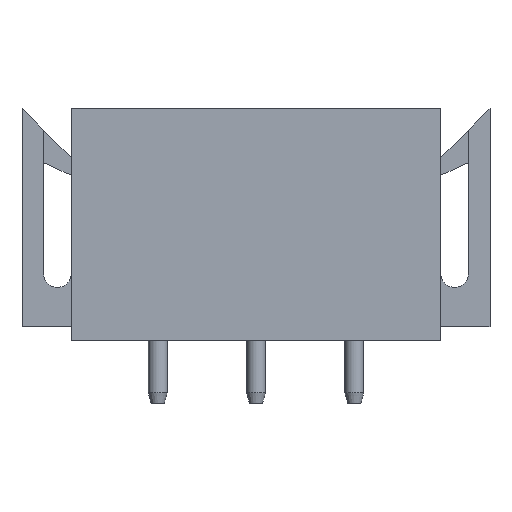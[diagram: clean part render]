
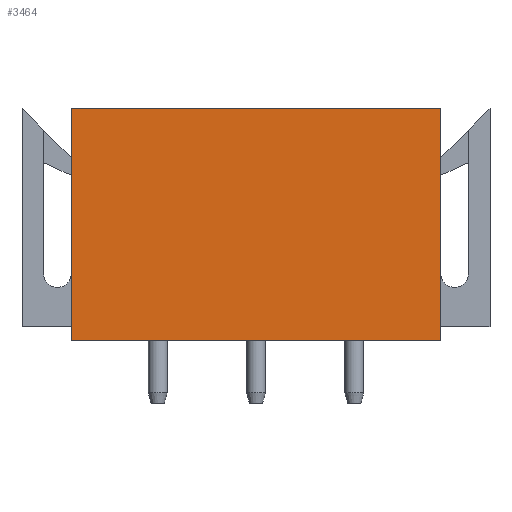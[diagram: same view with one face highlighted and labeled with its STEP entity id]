
A CAD part, left-side view. The second image highlights one B-rep face of the part: STEP entity #3464.
In plain terms, the highlighted planar face has unit normal (-1, 0, 0).
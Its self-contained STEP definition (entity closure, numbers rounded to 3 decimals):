
#3451=AXIS2_PLACEMENT_3D('Plane Axis2P3D',#3448,#3449,#3450) ;
#3194=CARTESIAN_POINT('Vertex',(0.,2.5,15.)) ;
#3197=CARTESIAN_POINT('Line Origine',(0.,2.5,9.1)) ;
#3201=CARTESIAN_POINT('Vertex',(0.,2.5,3.2)) ;
#3315=CARTESIAN_POINT('Vertex',(0.,21.3,15.)) ;
#3318=CARTESIAN_POINT('Line Origine',(0.,11.9,15.)) ;
#3400=CARTESIAN_POINT('Vertex',(0.,21.3,3.2)) ;
#3403=CARTESIAN_POINT('Line Origine',(0.,21.3,9.1)) ;
#3448=CARTESIAN_POINT('Axis2P3D Location',(0.,21.3,0.)) ;
#3453=CARTESIAN_POINT('Line Origine',(0.,11.9,3.2)) ;
#3198=DIRECTION('Vector Direction',(0.,0.,1.)) ;
#3319=DIRECTION('Vector Direction',(0.,-1.,0.)) ;
#3404=DIRECTION('Vector Direction',(0.,0.,1.)) ;
#3449=DIRECTION('Axis2P3D Direction',(-1.,0.,0.)) ;
#3450=DIRECTION('Axis2P3D XDirection',(0.,-1.,0.)) ;
#3454=DIRECTION('Vector Direction',(0.,-1.,0.)) ;
#3199=VECTOR('Line Direction',#3198,1.) ;
#3320=VECTOR('Line Direction',#3319,1.) ;
#3405=VECTOR('Line Direction',#3404,1.) ;
#3455=VECTOR('Line Direction',#3454,1.) ;
#3459=ORIENTED_EDGE('',*,*,#3407,.F.) ;
#3460=ORIENTED_EDGE('',*,*,#3457,.T.) ;
#3461=ORIENTED_EDGE('',*,*,#3203,.T.) ;
#3462=ORIENTED_EDGE('',*,*,#3322,.F.) ;
#3464=ADVANCED_FACE('Hauptkoerper',(#3463),#3452,.T.) ;
#3203=EDGE_CURVE('',#3202,#3195,#3200,.T.) ;
#3322=EDGE_CURVE('',#3316,#3195,#3321,.T.) ;
#3407=EDGE_CURVE('',#3401,#3316,#3406,.T.) ;
#3457=EDGE_CURVE('',#3401,#3202,#3456,.T.) ;
#3458=EDGE_LOOP('',(#3459,#3460,#3461,#3462)) ;
#3463=FACE_OUTER_BOUND('',#3458,.T.) ;
#3200=LINE('Line',#3197,#3199) ;
#3321=LINE('Line',#3318,#3320) ;
#3406=LINE('Line',#3403,#3405) ;
#3456=LINE('Line',#3453,#3455) ;
#3452=PLANE('',#3451) ;
#3195=VERTEX_POINT('',#3194) ;
#3202=VERTEX_POINT('',#3201) ;
#3316=VERTEX_POINT('',#3315) ;
#3401=VERTEX_POINT('',#3400) ;
